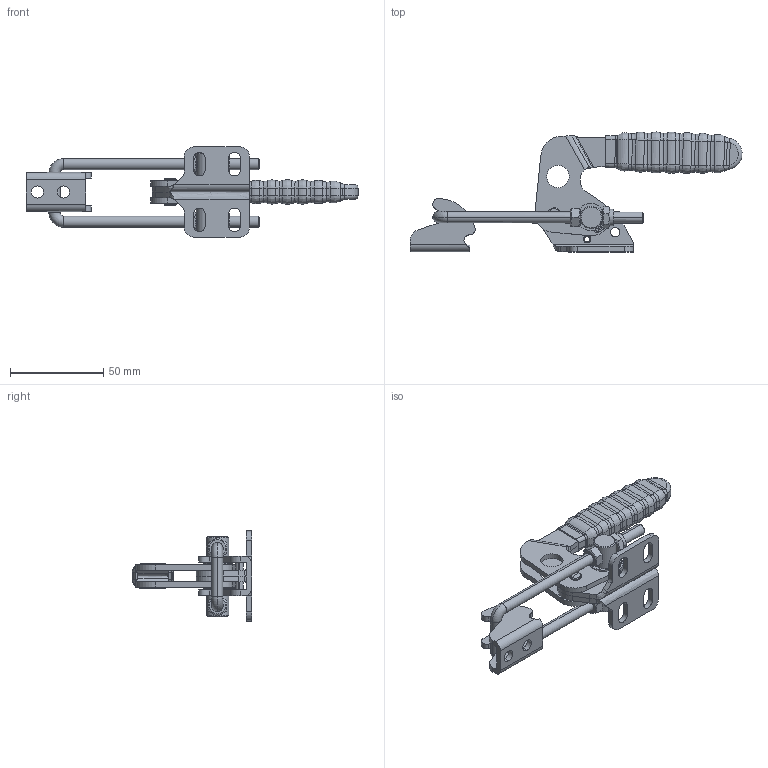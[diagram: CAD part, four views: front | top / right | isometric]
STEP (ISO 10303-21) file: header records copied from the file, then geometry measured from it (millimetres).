
FILE_DESCRIPTION((''),'2;1');
FILE_NAME('HC24H.stp','2009-10-27T15:19:56',('David'),(''),'Autodesk Inventor 8','Autodesk Inventor 8','');
FILE_SCHEMA(('AUTOMOTIVE_DESIGN { 1 0 10303 214 1 1 1 1 }'));
Length unit declared in the file: millimetre
Products named in the file (6): HC24H; HC24 SIDEPLATE ASSEMBLY; HC24 HANDLE ASSEMBLY; HC24 SPINDLE ASSEMBLY; HC24 HOOK; HC24 LATCH PLATE
Assembly tree (5 placements, depth 2):
  HC24H
    HC24 SIDEPLATE ASSEMBLY
    HC24 HANDLE ASSEMBLY
    HC24 SPINDLE ASSEMBLY
    HC24 HOOK
    HC24 LATCH PLATE
Bounding box: 178.48 x 64.5 x 48.39 mm (x, y, z)
Volume: 48818.6 mm3; surface area: 31632.8 mm2
Topology: 9 solids, 10 shells, 577 faces, 1452 edges, 888 vertices
Faces by surface type: cylinder 230, bspline 174, plane 111, cone 46, torus 14, sphere 2
Entity records: 22309 total; most frequent: CARTESIAN_POINT 8562, ORIENTED_EDGE 2912, DIRECTION 2902, EDGE_CURVE 1456, AXIS2_PLACEMENT_3D 1143, VERTEX_POINT 888, CIRCLE 727, EDGE_LOOP 630
